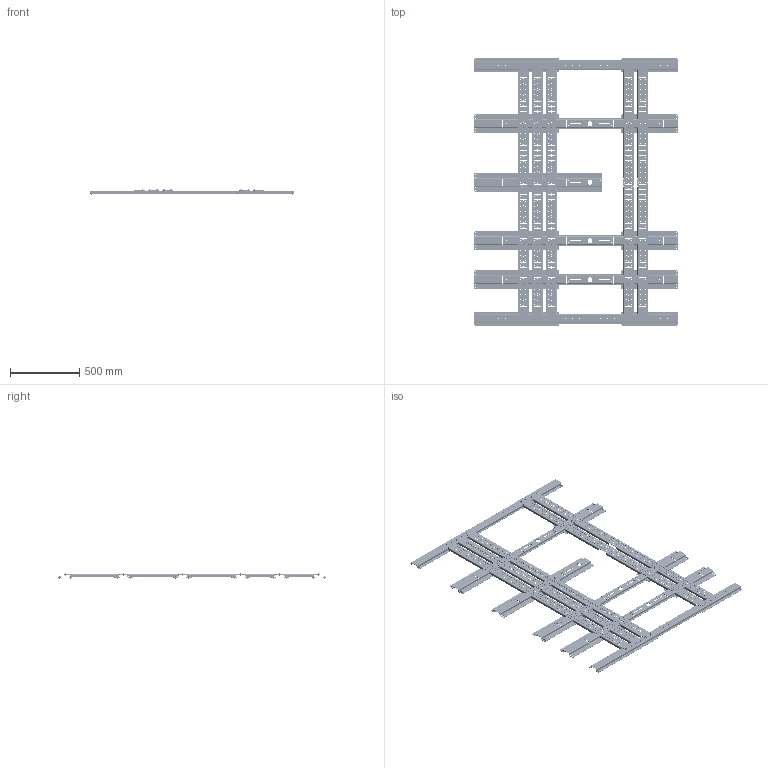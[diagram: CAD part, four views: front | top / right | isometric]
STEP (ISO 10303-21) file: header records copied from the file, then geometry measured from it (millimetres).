
FILE_DESCRIPTION(/* description */ (''),/* implementation_level */ '2;1');
FILE_NAME(/* name */ 'OFF_60W_step_31034703009a048_asm.stp_x_t.stp',/* time_stamp */ '2024-02-29T12:19:08+06:00',/* author */ (''),/* organization */ (''),/* preprocessor_version */ 'ST-DEVELOPER v16.7',/* originating_system */ 'SIEMENS PLM Software NX 12.0',/* authorisation */ '');
FILE_SCHEMA (('AUTOMOTIVE_DESIGN { 1 0 10303 214 3 1 1 1 }'));
Products named in the file (1): 40908E0C5EF0luvl
Bounding box: 1470.91 x 1927.66 x 36.96 mm (x, y, z)
Volume: 5015931 mm3; surface area: 4167274.5 mm2
Topology: 1 solids, 39 shells, 5614 faces, 15455 edges, 9995 vertices
Faces by surface type: plane 3214, cylinder 2160, cone 180, torus 60
Full cylindrical faces by diameter (mm): 5.613 x1012, 6.477 x98, 6.756 x60, 13.208 x60
Entity records: 175762 total; most frequent: CARTESIAN_POINT 30963, DIRECTION 29612, ORIENTED_EDGE 27704, EDGE_CURVE 13852, AXIS2_PLACEMENT_3D 10431, EDGE_LOOP 9762, VERTEX_POINT 9734, LINE 8750
